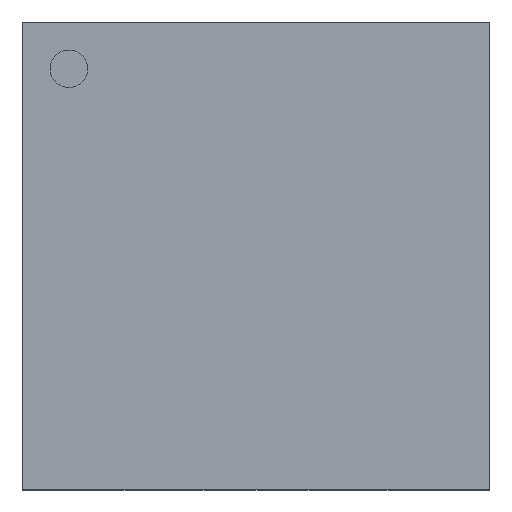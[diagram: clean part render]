
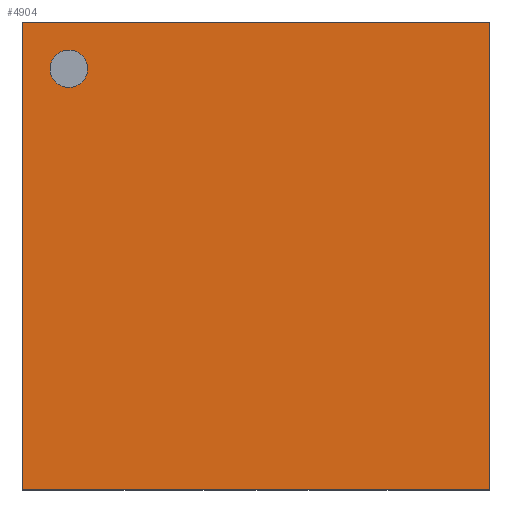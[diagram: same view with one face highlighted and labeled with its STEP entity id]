
A CAD part, top view. The second image highlights one B-rep face of the part: STEP entity #4904.
In plain terms, the highlighted planar face has unit normal (0, 0, 1).
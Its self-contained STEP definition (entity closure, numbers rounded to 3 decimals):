
#230=CARTESIAN_POINT('',(-1.8,2.0,1.0));
#231=VERTEX_POINT('',#230);
#240=CARTESIAN_POINT('',(-2.2,2.0,1.0));
#241=VERTEX_POINT('',#240);
#242=CARTESIAN_POINT('',(-2.0,2.0,1.0));
#243=DIRECTION('',(0.0,0.0,-1.0));
#244=DIRECTION('',(1.0,0.0,0.0));
#245=AXIS2_PLACEMENT_3D('',#242,#243,#244);
#246=CIRCLE('',#245,0.2);
#247=EDGE_CURVE('',#241,#231,#246,.T.);
#417=CARTESIAN_POINT('',(-2.0,2.0,1.0));
#418=DIRECTION('',(0.0,0.0,-1.0));
#419=DIRECTION('',(1.0,0.0,0.0));
#420=AXIS2_PLACEMENT_3D('',#417,#418,#419);
#421=CIRCLE('',#420,0.2);
#422=EDGE_CURVE('',#231,#241,#421,.T.);
#4556=CARTESIAN_POINT('',(2.5,2.5,1.0));
#4557=VERTEX_POINT('',#4556);
#4564=CARTESIAN_POINT('',(2.5,-2.5,1.0));
#4565=VERTEX_POINT('',#4564);
#4566=CARTESIAN_POINT('',(2.5,2.5,1.0));
#4567=DIRECTION('',(0.0,-1.0,0.0));
#4568=VECTOR('',#4567,5.0);
#4569=LINE('',#4566,#4568);
#4570=EDGE_CURVE('',#4557,#4565,#4569,.T.);
#4668=CARTESIAN_POINT('',(-2.5,2.5,1.0));
#4669=VERTEX_POINT('',#4668);
#4676=CARTESIAN_POINT('',(-2.5,2.5,1.0));
#4677=DIRECTION('',(1.0,0.0,0.0));
#4678=VECTOR('',#4677,5.0);
#4679=LINE('',#4676,#4678);
#4680=EDGE_CURVE('',#4669,#4557,#4679,.T.);
#4771=CARTESIAN_POINT('',(-2.5,-2.5,1.0));
#4772=VERTEX_POINT('',#4771);
#4779=CARTESIAN_POINT('',(-2.5,-2.5,1.0));
#4780=DIRECTION('',(0.0,1.0,0.0));
#4781=VECTOR('',#4780,5.0);
#4782=LINE('',#4779,#4781);
#4783=EDGE_CURVE('',#4772,#4669,#4782,.T.);
#4871=CARTESIAN_POINT('',(2.5,-2.5,1.0));
#4872=DIRECTION('',(-1.0,0.0,0.0));
#4873=VECTOR('',#4872,5.);
#4874=LINE('',#4871,#4873);
#4875=EDGE_CURVE('',#4565,#4772,#4874,.T.);
#4889=CARTESIAN_POINT('',(0.,0.,1.0));
#4890=DIRECTION('',(0.0,0.0,1.0));
#4891=DIRECTION('',(1.0,0.0,0.0));
#4892=AXIS2_PLACEMENT_3D('',#4889,#4890,#4891);
#4893=PLANE('',#4892);
#4894=ORIENTED_EDGE('',*,*,#4783,.F.);
#4895=ORIENTED_EDGE('',*,*,#4875,.F.);
#4896=ORIENTED_EDGE('',*,*,#4570,.F.);
#4897=ORIENTED_EDGE('',*,*,#4680,.F.);
#4898=EDGE_LOOP('',(#4894,#4895,#4896,#4897));
#4899=FACE_OUTER_BOUND('',#4898,.T.);
#4900=ORIENTED_EDGE('',*,*,#422,.T.);
#4901=ORIENTED_EDGE('',*,*,#247,.T.);
#4902=EDGE_LOOP('',(#4900,#4901));
#4903=FACE_BOUND('',#4902,.T.);
#4904=ADVANCED_FACE('',(#4899,#4903),#4893,.T.);
